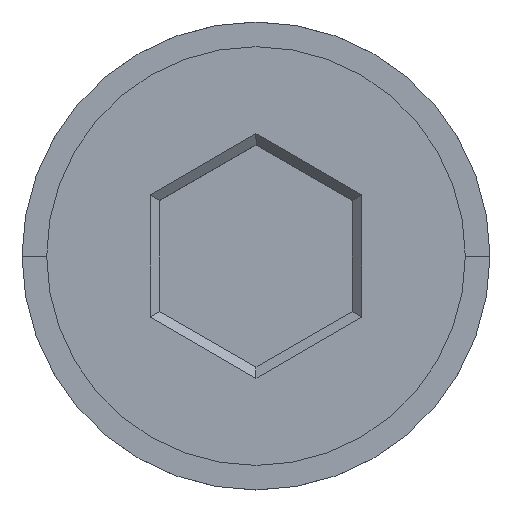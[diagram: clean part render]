
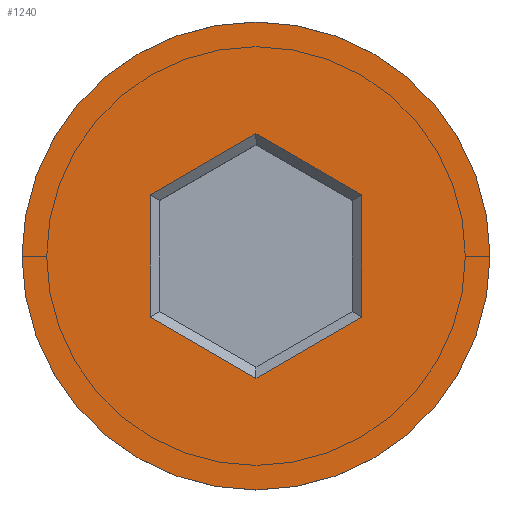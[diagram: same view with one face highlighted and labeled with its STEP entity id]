
A CAD part, top view. The second image highlights one B-rep face of the part: STEP entity #1240.
In plain terms, the highlighted planar face has unit normal (0, 0, 1).
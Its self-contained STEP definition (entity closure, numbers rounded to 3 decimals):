
#20 = VERTEX_POINT ( 'NONE', #556 ) ;
#23 = EDGE_LOOP ( 'NONE', ( #504, #369, #582, #892, #980, #625 ) ) ;
#49 = CARTESIAN_POINT ( 'NONE',  ( -2.05, -1.299, 0. ) ) ;
#62 = DIRECTION ( 'NONE',  ( -0.866, -0.5, 0. ) ) ;
#63 = PLANE ( 'NONE',  #765 ) ;
#72 = CARTESIAN_POINT ( 'NONE',  ( 4.75, 0., 0. ) ) ;
#95 = EDGE_CURVE ( 'NONE', #1022, #104, #870, .T. ) ;
#96 = CARTESIAN_POINT ( 'NONE',  ( 2.15, 1.241, 0. ) ) ;
#104 = VERTEX_POINT ( 'NONE', #96 ) ;
#135 = EDGE_CURVE ( 'NONE', #104, #1373, #666, .T. ) ;
#140 = CARTESIAN_POINT ( 'NONE',  ( 2.15, -1.241, 0. ) ) ;
#188 = DIRECTION ( 'NONE',  ( 1., 0., 0. ) ) ;
#297 = ORIENTED_EDGE ( 'NONE', *, *, #1178, .T. ) ;
#304 = VECTOR ( 'NONE', #1239, 1000. ) ;
#319 = DIRECTION ( 'NONE',  ( 0.866, -0.5, 0. ) ) ;
#323 = VECTOR ( 'NONE', #329, 1000. ) ;
#329 = DIRECTION ( 'NONE',  ( 0., 1., 0. ) ) ;
#356 = LINE ( 'NONE', #796, #304 ) ;
#369 = ORIENTED_EDGE ( 'NONE', *, *, #449, .T. ) ;
#370 = AXIS2_PLACEMENT_3D ( 'NONE', #771, #490, #1307 ) ;
#449 = EDGE_CURVE ( 'NONE', #20, #1107, #546, .T. ) ;
#475 = ORIENTED_EDGE ( 'NONE', *, *, #1092, .T. ) ;
#478 = VECTOR ( 'NONE', #319, 1000. ) ;
#490 = DIRECTION ( 'NONE',  ( 0., 0., 1. ) ) ;
#504 = ORIENTED_EDGE ( 'NONE', *, *, #1214, .T. ) ;
#546 = LINE ( 'NONE', #893, #323 ) ;
#549 = AXIS2_PLACEMENT_3D ( 'NONE', #842, #728, #188 ) ;
#556 = CARTESIAN_POINT ( 'NONE',  ( -2.15, -1.241, 0. ) ) ;
#564 = CARTESIAN_POINT ( 'NONE',  ( 2.15, -1.126, 0. ) ) ;
#577 = EDGE_CURVE ( 'NONE', #1373, #1308, #613, .T. ) ;
#582 = ORIENTED_EDGE ( 'NONE', *, *, #915, .T. ) ;
#584 = VECTOR ( 'NONE', #1439, 1000. ) ;
#585 = CARTESIAN_POINT ( 'NONE',  ( 0., 2.483, 0. ) ) ;
#588 = CARTESIAN_POINT ( 'NONE',  ( 2.05, 1.299, 0. ) ) ;
#613 = LINE ( 'NONE', #1060, #1153 ) ;
#615 = CARTESIAN_POINT ( 'NONE',  ( 0., -2.483, 0. ) ) ;
#625 = ORIENTED_EDGE ( 'NONE', *, *, #577, .T. ) ;
#666 = LINE ( 'NONE', #564, #584 ) ;
#712 = DIRECTION ( 'NONE',  ( -0.866, 0.5, 0. ) ) ;
#725 = CARTESIAN_POINT ( 'NONE',  ( 0., 0., 0. ) ) ;
#728 = DIRECTION ( 'NONE',  ( 0., 0., 1. ) ) ;
#765 = AXIS2_PLACEMENT_3D ( 'NONE', #725, #1410, #847 ) ;
#771 = CARTESIAN_POINT ( 'NONE',  ( 0., 0., 0. ) ) ;
#796 = CARTESIAN_POINT ( 'NONE',  ( -0.1, 2.425, 0. ) ) ;
#830 = VECTOR ( 'NONE', #712, 1000. ) ;
#842 = CARTESIAN_POINT ( 'NONE',  ( 0., 0., 0. ) ) ;
#847 = DIRECTION ( 'NONE',  ( 1., 0., 0. ) ) ;
#870 = LINE ( 'NONE', #588, #478 ) ;
#892 = ORIENTED_EDGE ( 'NONE', *, *, #95, .T. ) ;
#893 = CARTESIAN_POINT ( 'NONE',  ( -2.15, 1.126, 0. ) ) ;
#915 = EDGE_CURVE ( 'NONE', #1107, #1022, #356, .T. ) ;
#961 = CARTESIAN_POINT ( 'NONE',  ( -2.15, 1.241, 0. ) ) ;
#980 = ORIENTED_EDGE ( 'NONE', *, *, #135, .T. ) ;
#1022 = VERTEX_POINT ( 'NONE', #585 ) ;
#1058 = CIRCLE ( 'NONE', #370, 4.75 ) ;
#1059 = CIRCLE ( 'NONE', #549, 4.75 ) ;
#1060 = CARTESIAN_POINT ( 'NONE',  ( 0.1, -2.425, 0. ) ) ;
#1078 = FACE_BOUND ( 'NONE', #23, .T. ) ;
#1090 = VERTEX_POINT ( 'NONE', #1193 ) ;
#1092 = EDGE_CURVE ( 'NONE', #1298, #1090, #1058, .T. ) ;
#1107 = VERTEX_POINT ( 'NONE', #961 ) ;
#1144 = EDGE_LOOP ( 'NONE', ( #475, #297 ) ) ;
#1153 = VECTOR ( 'NONE', #62, 1000. ) ;
#1178 = EDGE_CURVE ( 'NONE', #1090, #1298, #1059, .T. ) ;
#1183 = FACE_OUTER_BOUND ( 'NONE', #1144, .T. ) ;
#1193 = CARTESIAN_POINT ( 'NONE',  ( -4.75, 0., 0. ) ) ;
#1214 = EDGE_CURVE ( 'NONE', #1308, #20, #1390, .T. ) ;
#1239 = DIRECTION ( 'NONE',  ( 0.866, 0.5, 0. ) ) ;
#1240 = ADVANCED_FACE ( 'NONE', ( #1078, #1183 ), #63, .T. ) ;
#1298 = VERTEX_POINT ( 'NONE', #72 ) ;
#1307 = DIRECTION ( 'NONE',  ( 1., 0., 0. ) ) ;
#1308 = VERTEX_POINT ( 'NONE', #615 ) ;
#1373 = VERTEX_POINT ( 'NONE', #140 ) ;
#1390 = LINE ( 'NONE', #49, #830 ) ;
#1410 = DIRECTION ( 'NONE',  ( 0., 0., 1. ) ) ;
#1439 = DIRECTION ( 'NONE',  ( 0., -1., 0. ) ) ;
